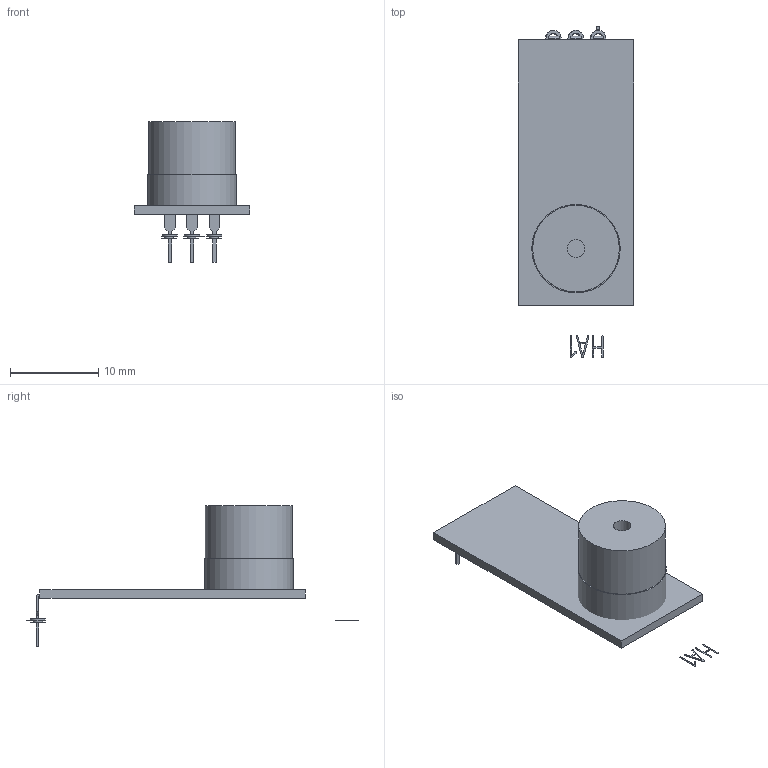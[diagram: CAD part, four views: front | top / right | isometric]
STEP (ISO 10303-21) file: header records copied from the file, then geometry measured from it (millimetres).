
FILE_DESCRIPTION(('STEP AP242'), '1');
FILE_NAME('Default file header', '2024-05-26T22:48:08', ('Default author'), ('Default organization'), 'C3D Converter', 'C3D Toolkit', 'Default authization');
FILE_SCHEMA(('AP242_MANAGED_MODEL_BASED_3D_ENGINEERING_MIM_LF { 1 0 10303 442 1 1 4 }'));
Length unit declared in the file: millimetre
Assembly tree (14 placements, depth 5):
  (unnamed)
    (unnamed)
      (unnamed)
      (unnamed)
        (unnamed)
        (unnamed)  x3
          (unnamed)
        (unnamed)
          (unnamed)
        (unnamed)
          (unnamed)
      (unnamed)
    (unnamed)
Bounding box: 13 x 37.52 x 15.93 mm (x, y, z)
Volume: 1155.1 mm3; surface area: 1426.6 mm2
Topology: 21 solids, 21 shells, 172 faces, 384 edges, 256 vertices
Faces by surface type: plane 98, cylinder 38, extrusion 36
Full cylindrical faces by diameter (mm): 0.4 x1, 0.99 x3, 1 x12, 1.7 x9, 2 x1, 9.8 x1, 10 x1
Entity records: 5994 total; most frequent: CARTESIAN_POINT 1806, ORIENTED_EDGE 580, DIRECTION 576, EDGE_CURVE 290, VERTEX_POINT 212, EDGE_LOOP 202, AXIS2_PLACEMENT_3D 197, VECTOR 182
